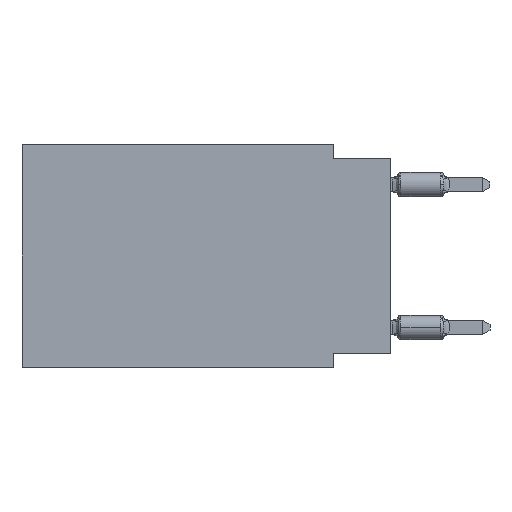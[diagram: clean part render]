
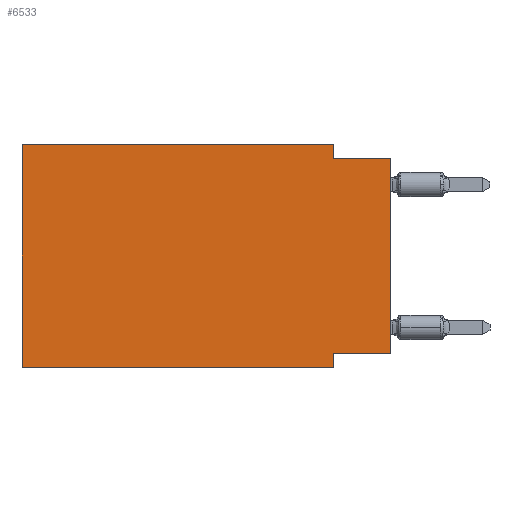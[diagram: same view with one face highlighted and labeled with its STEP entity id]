
A CAD part, left-side view. The second image highlights one B-rep face of the part: STEP entity #6533.
In plain terms, the highlighted planar face has unit normal (-1, 0, 0).
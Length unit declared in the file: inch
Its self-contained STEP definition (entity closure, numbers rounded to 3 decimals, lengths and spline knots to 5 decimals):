
#242 = LINE ( 'NONE', #9361, #8474 ) ;
#373 = FACE_OUTER_BOUND ( 'NONE', #9532, .T. ) ;
#767 = VERTEX_POINT ( 'NONE', #1024 ) ;
#798 = VERTEX_POINT ( 'NONE', #850 ) ;
#850 = CARTESIAN_POINT ( 'NONE',  ( 0., 0.1, -0.365 ) ) ;
#917 = EDGE_CURVE ( 'NONE', #3633, #939, #3980, .T. ) ;
#939 = VERTEX_POINT ( 'NONE', #13436 ) ;
#1024 = CARTESIAN_POINT ( 'NONE',  ( 0., 0.645, -0.39 ) ) ;
#1094 = AXIS2_PLACEMENT_3D ( 'NONE', #13671, #14974, #1833 ) ;
#1710 = LINE ( 'NONE', #8403, #6265 ) ;
#1833 = DIRECTION ( 'NONE',  ( 0., 0., -1. ) ) ;
#1944 = ORIENTED_EDGE ( 'NONE', *, *, #15898, .T. ) ;
#2416 = CARTESIAN_POINT ( 'NONE',  ( 0., 0.645, 0. ) ) ;
#2421 = VECTOR ( 'NONE', #9458, 39.37008 ) ;
#2520 = EDGE_CURVE ( 'NONE', #798, #15067, #16053, .T. ) ;
#2604 = CARTESIAN_POINT ( 'NONE',  ( 0., 0.645, 0. ) ) ;
#2776 = DIRECTION ( 'NONE',  ( 0., 0., -1. ) ) ;
#3389 = LINE ( 'NONE', #2416, #16036 ) ;
#3456 = ORIENTED_EDGE ( 'NONE', *, *, #917, .F. ) ;
#3633 = VERTEX_POINT ( 'NONE', #7071 ) ;
#3806 = VECTOR ( 'NONE', #16697, 39.37008 ) ;
#3980 = LINE ( 'NONE', #10843, #2421 ) ;
#4223 = EDGE_CURVE ( 'NONE', #767, #15413, #3389, .T. ) ;
#4898 = DIRECTION ( 'NONE',  ( 0., -1., 0. ) ) ;
#5801 = ORIENTED_EDGE ( 'NONE', *, *, #10123, .F. ) ;
#5857 = EDGE_CURVE ( 'NONE', #15413, #16810, #9743, .T. ) ;
#6265 = VECTOR ( 'NONE', #2776, 39.37008 ) ;
#6533 = ADVANCED_FACE ( 'NONE', ( #373 ), #14876, .F. ) ;
#6657 = CARTESIAN_POINT ( 'NONE',  ( 0., 0.1, -0.39 ) ) ;
#6747 = DIRECTION ( 'NONE',  ( 0., 1., 0. ) ) ;
#6771 = CARTESIAN_POINT ( 'NONE',  ( 0., 0.1, 0. ) ) ;
#7071 = CARTESIAN_POINT ( 'NONE',  ( 0., 0.1, -0.025 ) ) ;
#8403 = CARTESIAN_POINT ( 'NONE',  ( 0., 0.1, 0. ) ) ;
#8474 = VECTOR ( 'NONE', #6747, 39.37008 ) ;
#9109 = DIRECTION ( 'NONE',  ( 0., 0., 1. ) ) ;
#9304 = VECTOR ( 'NONE', #9109, 39.37008 ) ;
#9361 = CARTESIAN_POINT ( 'NONE',  ( 0., 0., -0.365 ) ) ;
#9458 = DIRECTION ( 'NONE',  ( 0., -1., 0. ) ) ;
#9532 = EDGE_LOOP ( 'NONE', ( #1944, #3456, #5801, #11120, #16680, #14714, #15152, #11673 ) ) ;
#9743 = LINE ( 'NONE', #15369, #3806 ) ;
#9960 = LINE ( 'NONE', #14198, #12999 ) ;
#10123 = EDGE_CURVE ( 'NONE', #16810, #3633, #1710, .T. ) ;
#10843 = CARTESIAN_POINT ( 'NONE',  ( 0., 0., -0.025 ) ) ;
#11120 = ORIENTED_EDGE ( 'NONE', *, *, #5857, .F. ) ;
#11671 = CARTESIAN_POINT ( 'NONE',  ( 0., 0.1, -0.39 ) ) ;
#11673 = ORIENTED_EDGE ( 'NONE', *, *, #15985, .F. ) ;
#12999 = VECTOR ( 'NONE', #4898, 39.37008 ) ;
#13363 = EDGE_CURVE ( 'NONE', #767, #15067, #9960, .T. ) ;
#13436 = CARTESIAN_POINT ( 'NONE',  ( 0., 0., -0.025 ) ) ;
#13599 = CARTESIAN_POINT ( 'NONE',  ( 0., 0., -0.365 ) ) ;
#13670 = VERTEX_POINT ( 'NONE', #13599 ) ;
#13671 = CARTESIAN_POINT ( 'NONE',  ( 0., 0.645, 0. ) ) ;
#13971 = DIRECTION ( 'NONE',  ( 0., 0., 1. ) ) ;
#14198 = CARTESIAN_POINT ( 'NONE',  ( 0., 0.645, -0.39 ) ) ;
#14714 = ORIENTED_EDGE ( 'NONE', *, *, #13363, .T. ) ;
#14876 = PLANE ( 'NONE',  #1094 ) ;
#14974 = DIRECTION ( 'NONE',  ( 1., 0., 0. ) ) ;
#15067 = VERTEX_POINT ( 'NONE', #11671 ) ;
#15152 = ORIENTED_EDGE ( 'NONE', *, *, #2520, .F. ) ;
#15369 = CARTESIAN_POINT ( 'NONE',  ( 0., 0.645, 0. ) ) ;
#15413 = VERTEX_POINT ( 'NONE', #2604 ) ;
#15701 = CARTESIAN_POINT ( 'NONE',  ( 0., 0., 0. ) ) ;
#15869 = DIRECTION ( 'NONE',  ( 0., 0., -1. ) ) ;
#15898 = EDGE_CURVE ( 'NONE', #13670, #939, #17004, .T. ) ;
#15985 = EDGE_CURVE ( 'NONE', #13670, #798, #242, .T. ) ;
#16036 = VECTOR ( 'NONE', #13971, 39.37008 ) ;
#16053 = LINE ( 'NONE', #6657, #16086 ) ;
#16086 = VECTOR ( 'NONE', #15869, 39.37008 ) ;
#16680 = ORIENTED_EDGE ( 'NONE', *, *, #4223, .F. ) ;
#16697 = DIRECTION ( 'NONE',  ( 0., -1., 0. ) ) ;
#16810 = VERTEX_POINT ( 'NONE', #6771 ) ;
#17004 = LINE ( 'NONE', #15701, #9304 ) ;
